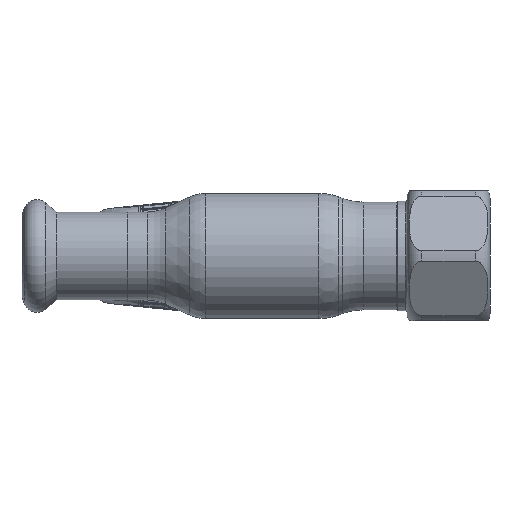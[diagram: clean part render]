
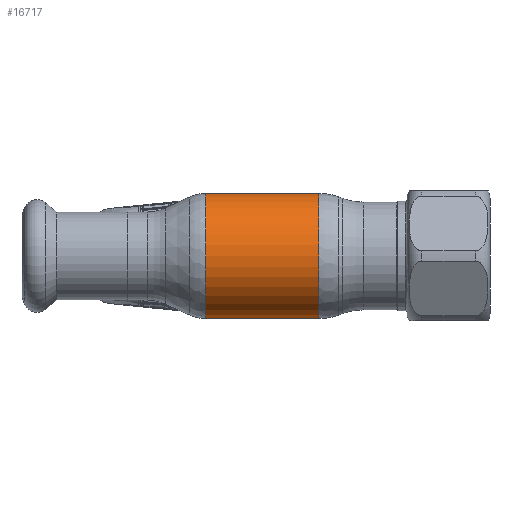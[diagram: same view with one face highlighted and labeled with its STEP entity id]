
A CAD part, front view. The second image highlights one B-rep face of the part: STEP entity #16717.
In plain terms, the highlighted cylindrical face has radius 13 mm (diameter 26 mm), a partial arc.
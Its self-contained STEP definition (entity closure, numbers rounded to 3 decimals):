
#2075 = DIRECTION ( 'NONE',  ( -1., 0., 0. ) ) ;
#3270 = CIRCLE ( 'NONE', #56823, 13. ) ;
#3750 = CYLINDRICAL_SURFACE ( 'NONE', #34434, 13. ) ;
#4182 = CARTESIAN_POINT ( 'NONE',  ( 11.634, 0., 0. ) ) ;
#4360 = FACE_OUTER_BOUND ( 'NONE', #22576, .T. ) ;
#4517 = AXIS2_PLACEMENT_3D ( 'NONE', #4182, #9372, #13622 ) ;
#4667 = VECTOR ( 'NONE', #6965, 1000. ) ;
#5026 = VERTEX_POINT ( 'NONE', #20941 ) ;
#6965 = DIRECTION ( 'NONE',  ( -1., 0., 0. ) ) ;
#9372 = DIRECTION ( 'NONE',  ( -1., 0., 0. ) ) ;
#11295 = ORIENTED_EDGE ( 'NONE', *, *, #42938, .F. ) ;
#11550 = LINE ( 'NONE', #39918, #4667 ) ;
#13622 = DIRECTION ( 'NONE',  ( 0., 0., 1. ) ) ;
#16348 = EDGE_CURVE ( 'NONE', #45662, #5026, #38704, .T. ) ;
#16717 = ADVANCED_FACE ( 'NONE', ( #4360 ), #3750, .T. ) ;
#20941 = CARTESIAN_POINT ( 'NONE',  ( -11.876, 0., 13. ) ) ;
#21283 = EDGE_CURVE ( 'NONE', #26537, #45662, #40531, .T. ) ;
#22364 = DIRECTION ( 'NONE',  ( -1., 0., 0. ) ) ;
#22576 = EDGE_LOOP ( 'NONE', ( #28417, #33138, #49855, #11295 ) ) ;
#26317 = CARTESIAN_POINT ( 'NONE',  ( -62.69, 0., 0. ) ) ;
#26537 = VERTEX_POINT ( 'NONE', #32753 ) ;
#26980 = CARTESIAN_POINT ( 'NONE',  ( -11.876, 0., -13. ) ) ;
#28417 = ORIENTED_EDGE ( 'NONE', *, *, #35683, .F. ) ;
#32483 = VECTOR ( 'NONE', #2075, 1000. ) ;
#32753 = CARTESIAN_POINT ( 'NONE',  ( 11.634, 0., -13. ) ) ;
#33138 = ORIENTED_EDGE ( 'NONE', *, *, #21283, .T. ) ;
#34434 = AXIS2_PLACEMENT_3D ( 'NONE', #26317, #22364, #36402 ) ;
#35683 = EDGE_CURVE ( 'NONE', #26537, #56614, #11550, .T. ) ;
#36402 = DIRECTION ( 'NONE',  ( 0., 0., 1. ) ) ;
#38704 = LINE ( 'NONE', #43882, #32483 ) ;
#39712 = DIRECTION ( 'NONE',  ( 0., 0., 1. ) ) ;
#39918 = CARTESIAN_POINT ( 'NONE',  ( -62.69, 0., -13. ) ) ;
#40531 = CIRCLE ( 'NONE', #4517, 13. ) ;
#42938 = EDGE_CURVE ( 'NONE', #56614, #5026, #3270, .T. ) ;
#43369 = CARTESIAN_POINT ( 'NONE',  ( -11.876, 0., 0. ) ) ;
#43882 = CARTESIAN_POINT ( 'NONE',  ( -62.69, 0., 13. ) ) ;
#45662 = VERTEX_POINT ( 'NONE', #50431 ) ;
#49114 = DIRECTION ( 'NONE',  ( -1., 0., 0. ) ) ;
#49855 = ORIENTED_EDGE ( 'NONE', *, *, #16348, .T. ) ;
#50431 = CARTESIAN_POINT ( 'NONE',  ( 11.634, 0., 13. ) ) ;
#56614 = VERTEX_POINT ( 'NONE', #26980 ) ;
#56823 = AXIS2_PLACEMENT_3D ( 'NONE', #43369, #49114, #39712 ) ;
